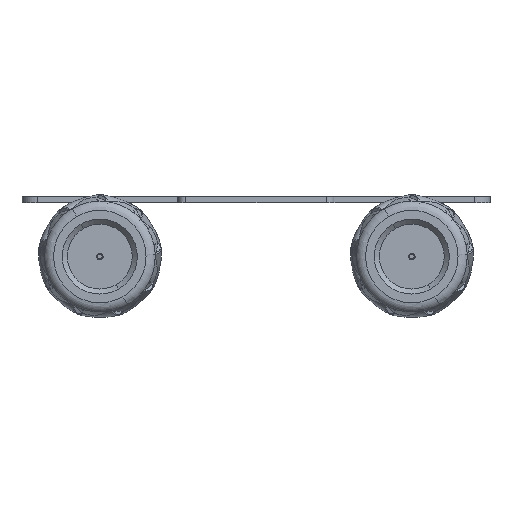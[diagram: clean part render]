
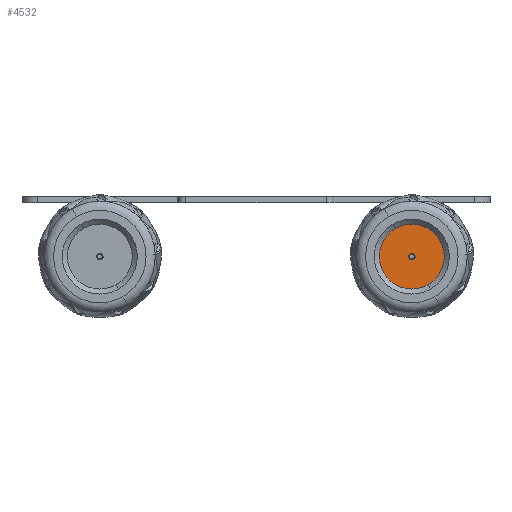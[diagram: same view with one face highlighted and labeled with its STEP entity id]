
A CAD part, front view. The second image highlights one B-rep face of the part: STEP entity #4532.
In plain terms, the highlighted face is planar.
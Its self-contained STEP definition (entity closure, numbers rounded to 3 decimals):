
#451 = CARTESIAN_POINT ( 'NONE',  ( 29.796, 0., 0. ) ) ;
#665 = ORIENTED_EDGE ( 'NONE', *, *, #7798, .F. ) ;
#1247 = VERTEX_POINT ( 'NONE', #8400 ) ;
#1282 = CARTESIAN_POINT ( 'NONE',  ( 29.796, 0., 20.8 ) ) ;
#1594 = DIRECTION ( 'NONE',  ( 1., 0., 0. ) ) ;
#1651 = DIRECTION ( 'NONE',  ( 1., 0., 0. ) ) ;
#1821 = EDGE_CURVE ( 'NONE', #6995, #8094, #5825, .T. ) ;
#2079 = CARTESIAN_POINT ( 'NONE',  ( 29.796, 0., 0. ) ) ;
#2148 = CIRCLE ( 'NONE', #3353, 2.08 ) ;
#2791 = EDGE_LOOP ( 'NONE', ( #9559, #4628 ) ) ;
#3353 = AXIS2_PLACEMENT_3D ( 'NONE', #2079, #6638, #14727 ) ;
#4532 = ADVANCED_FACE ( 'NONE', ( #4775, #9258 ), #8213, .T. ) ;
#4628 = ORIENTED_EDGE ( 'NONE', *, *, #1821, .T. ) ;
#4775 = FACE_BOUND ( 'NONE', #12394, .T. ) ;
#5825 = CIRCLE ( 'NONE', #6305, 20.8 ) ;
#6305 = AXIS2_PLACEMENT_3D ( 'NONE', #451, #1651, #8303 ) ;
#6363 = DIRECTION ( 'NONE',  ( 0., 0., -1. ) ) ;
#6638 = DIRECTION ( 'NONE',  ( 1., 0., 0. ) ) ;
#6942 = AXIS2_PLACEMENT_3D ( 'NONE', #11656, #14198, #9625 ) ;
#6995 = VERTEX_POINT ( 'NONE', #1282 ) ;
#7331 = EDGE_CURVE ( 'NONE', #11813, #1247, #2148, .T. ) ;
#7482 = CARTESIAN_POINT ( 'NONE',  ( 29.796, 0., 0. ) ) ;
#7798 = EDGE_CURVE ( 'NONE', #1247, #11813, #10032, .T. ) ;
#8094 = VERTEX_POINT ( 'NONE', #11163 ) ;
#8122 = AXIS2_PLACEMENT_3D ( 'NONE', #8180, #12749, #10430 ) ;
#8180 = CARTESIAN_POINT ( 'NONE',  ( 29.796, 0., 0. ) ) ;
#8213 = PLANE ( 'NONE',  #6942 ) ;
#8303 = DIRECTION ( 'NONE',  ( 0., 0., -1. ) ) ;
#8400 = CARTESIAN_POINT ( 'NONE',  ( 29.796, 0., 2.08 ) ) ;
#9258 = FACE_OUTER_BOUND ( 'NONE', #2791, .T. ) ;
#9559 = ORIENTED_EDGE ( 'NONE', *, *, #9683, .T. ) ;
#9625 = DIRECTION ( 'NONE',  ( 0., 0., -1. ) ) ;
#9683 = EDGE_CURVE ( 'NONE', #8094, #6995, #13081, .T. ) ;
#10032 = CIRCLE ( 'NONE', #8122, 2.08 ) ;
#10267 = CARTESIAN_POINT ( 'NONE',  ( 29.796, 0., -2.08 ) ) ;
#10430 = DIRECTION ( 'NONE',  ( 0., 0., -1. ) ) ;
#10745 = ORIENTED_EDGE ( 'NONE', *, *, #7331, .F. ) ;
#11163 = CARTESIAN_POINT ( 'NONE',  ( 29.796, 0., -20.8 ) ) ;
#11656 = CARTESIAN_POINT ( 'NONE',  ( 29.796, 0., 0. ) ) ;
#11813 = VERTEX_POINT ( 'NONE', #10267 ) ;
#12154 = AXIS2_PLACEMENT_3D ( 'NONE', #7482, #1594, #6363 ) ;
#12394 = EDGE_LOOP ( 'NONE', ( #665, #10745 ) ) ;
#12749 = DIRECTION ( 'NONE',  ( 1., 0., 0. ) ) ;
#13081 = CIRCLE ( 'NONE', #12154, 20.8 ) ;
#14198 = DIRECTION ( 'NONE',  ( 1., 0., 0. ) ) ;
#14727 = DIRECTION ( 'NONE',  ( 0., 0., -1. ) ) ;
